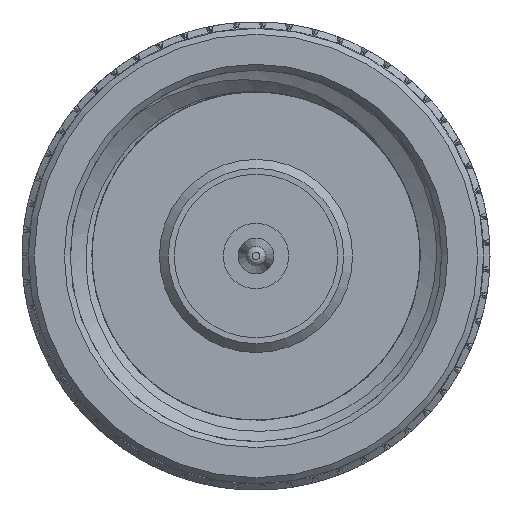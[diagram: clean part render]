
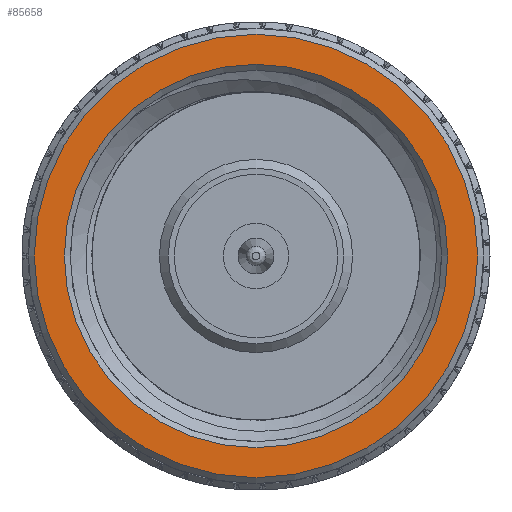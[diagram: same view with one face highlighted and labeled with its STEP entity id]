
A CAD part, left-side view. The second image highlights one B-rep face of the part: STEP entity #85658.
In plain terms, the highlighted planar face has unit normal (-1, 0, 0).
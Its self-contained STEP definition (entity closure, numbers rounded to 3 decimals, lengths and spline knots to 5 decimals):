
#1306 = PLANE ( 'NONE',  #76620 ) ;
#3336 = DIRECTION ( 'NONE',  ( -1., 0., 0. ) ) ;
#8313 = CARTESIAN_POINT ( 'NONE',  ( 0., 0.37309, 0. ) ) ;
#9415 = DIRECTION ( 'NONE',  ( 0., 0., 1. ) ) ;
#11218 = CIRCLE ( 'NONE', #37232, 0.37309 ) ;
#14356 = ORIENTED_EDGE ( 'NONE', *, *, #54083, .T. ) ;
#17231 = CARTESIAN_POINT ( 'NONE',  ( 0., 0., 0. ) ) ;
#25698 = DIRECTION ( 'NONE',  ( 1., 0., 0. ) ) ;
#30514 = FACE_OUTER_BOUND ( 'NONE', #41116, .T. ) ;
#31955 = DIRECTION ( 'NONE',  ( -1., 0., 0. ) ) ;
#32533 = ORIENTED_EDGE ( 'NONE', *, *, #54695, .T. ) ;
#37232 = AXIS2_PLACEMENT_3D ( 'NONE', #17231, #3336, #52273 ) ;
#39336 = EDGE_LOOP ( 'NONE', ( #14356 ) ) ;
#41116 = EDGE_LOOP ( 'NONE', ( #32533 ) ) ;
#44840 = CIRCLE ( 'NONE', #90981, 0.3225 ) ;
#51995 = VERTEX_POINT ( 'NONE', #88060 ) ;
#52273 = DIRECTION ( 'NONE',  ( 0., 1., 0. ) ) ;
#54083 = EDGE_CURVE ( 'NONE', #51995, #51995, #44840, .T. ) ;
#54695 = EDGE_CURVE ( 'NONE', #88993, #88993, #11218, .T. ) ;
#59887 = CARTESIAN_POINT ( 'NONE',  ( 0., 0.38309, 0. ) ) ;
#66557 = CARTESIAN_POINT ( 'NONE',  ( 0., 0., 0. ) ) ;
#68497 = DIRECTION ( 'NONE',  ( 0., 1., 0. ) ) ;
#76620 = AXIS2_PLACEMENT_3D ( 'NONE', #59887, #31955, #68497 ) ;
#82925 = FACE_BOUND ( 'NONE', #39336, .T. ) ;
#85658 = ADVANCED_FACE ( 'NONE', ( #82925, #30514 ), #1306, .T. ) ;
#88060 = CARTESIAN_POINT ( 'NONE',  ( 0., 0., 0.3225 ) ) ;
#88993 = VERTEX_POINT ( 'NONE', #8313 ) ;
#90981 = AXIS2_PLACEMENT_3D ( 'NONE', #66557, #25698, #9415 ) ;
